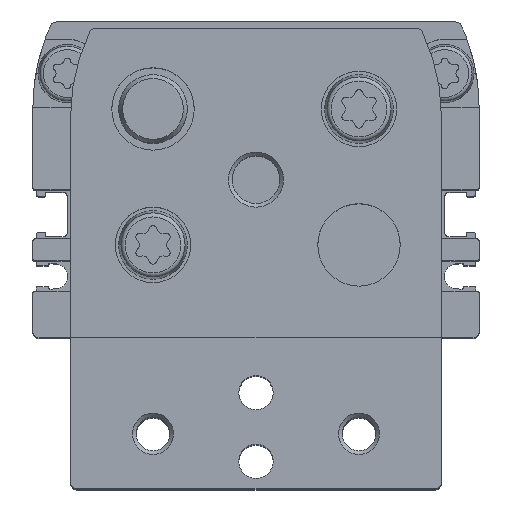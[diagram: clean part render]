
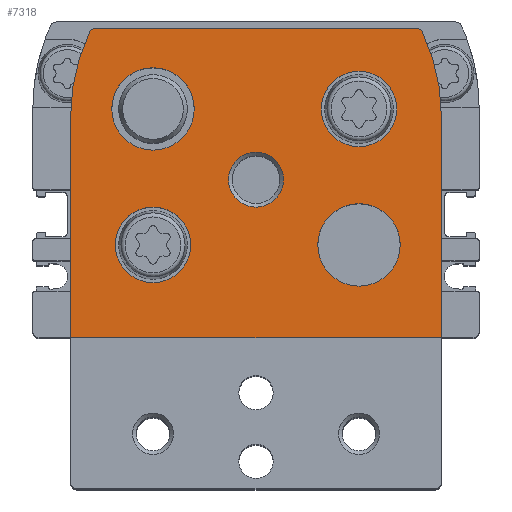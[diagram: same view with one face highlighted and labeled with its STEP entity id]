
A CAD part, top view. The second image highlights one B-rep face of the part: STEP entity #7318.
In plain terms, the highlighted planar face has unit normal (0, 0, 1).
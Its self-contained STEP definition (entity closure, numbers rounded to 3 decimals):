
#230=PLANE('',#8209);
#682=CIRCLE('',#8210,4.);
#683=CIRCLE('',#8211,5.5);
#684=CIRCLE('',#8212,6.);
#685=CIRCLE('',#8213,5.5);
#686=CIRCLE('',#8214,6.);
#687=CIRCLE('',#8215,29.);
#688=CIRCLE('',#8216,0.9);
#689=CIRCLE('',#8217,0.9);
#690=CIRCLE('',#8218,29.);
#2525=ORIENTED_EDGE('',*,*,#3737,.T.);
#2526=ORIENTED_EDGE('',*,*,#3738,.F.);
#2527=ORIENTED_EDGE('',*,*,#3739,.T.);
#2528=ORIENTED_EDGE('',*,*,#3740,.F.);
#2529=ORIENTED_EDGE('',*,*,#3741,.T.);
#2530=ORIENTED_EDGE('',*,*,#3722,.T.);
#2531=ORIENTED_EDGE('',*,*,#3742,.F.);
#2532=ORIENTED_EDGE('',*,*,#3736,.T.);
#2533=ORIENTED_EDGE('',*,*,#3743,.T.);
#2534=ORIENTED_EDGE('',*,*,#3744,.T.);
#2535=ORIENTED_EDGE('',*,*,#3745,.T.);
#2536=ORIENTED_EDGE('',*,*,#3746,.T.);
#2537=ORIENTED_EDGE('',*,*,#3747,.T.);
#3722=EDGE_CURVE('',#4492,#4491,#5028,.T.);
#3736=EDGE_CURVE('',#4501,#4505,#5042,.T.);
#3737=EDGE_CURVE('',#4506,#4506,#682,.T.);
#3738=EDGE_CURVE('',#4507,#4507,#683,.T.);
#3739=EDGE_CURVE('',#4508,#4508,#684,.T.);
#3740=EDGE_CURVE('',#4509,#4509,#685,.T.);
#3741=EDGE_CURVE('',#4510,#4510,#686,.T.);
#3742=EDGE_CURVE('',#4501,#4491,#5043,.T.);
#3743=EDGE_CURVE('',#4505,#4511,#687,.T.);
#3744=EDGE_CURVE('',#4511,#4512,#688,.T.);
#3745=EDGE_CURVE('',#4512,#4513,#5044,.T.);
#3746=EDGE_CURVE('',#4513,#4514,#689,.T.);
#3747=EDGE_CURVE('',#4514,#4492,#690,.T.);
#4491=VERTEX_POINT('',#12740);
#4492=VERTEX_POINT('',#12742);
#4501=VERTEX_POINT('',#12762);
#4505=VERTEX_POINT('',#12770);
#4506=VERTEX_POINT('',#12774);
#4507=VERTEX_POINT('',#12776);
#4508=VERTEX_POINT('',#12778);
#4509=VERTEX_POINT('',#12780);
#4510=VERTEX_POINT('',#12782);
#4511=VERTEX_POINT('',#12785);
#4512=VERTEX_POINT('',#12787);
#4513=VERTEX_POINT('',#12789);
#4514=VERTEX_POINT('',#12791);
#5028=LINE('',#12741,#5546);
#5042=LINE('',#12771,#5560);
#5043=LINE('',#12783,#5561);
#5044=LINE('',#12788,#5562);
#5546=VECTOR('',#10390,1000.);
#5560=VECTOR('',#10408,1000.);
#5561=VECTOR('',#10421,1000.);
#5562=VECTOR('',#10426,1000.);
#6052=EDGE_LOOP('',(#2525));
#6053=EDGE_LOOP('',(#2526));
#6054=EDGE_LOOP('',(#2527));
#6055=EDGE_LOOP('',(#2528));
#6056=EDGE_LOOP('',(#2529));
#6057=EDGE_LOOP('',(#2530,#2531,#2532,#2533,#2534,#2535,#2536,#2537));
#6618=FACE_BOUND('',#6052,.T.);
#6619=FACE_BOUND('',#6053,.T.);
#6620=FACE_BOUND('',#6054,.T.);
#6621=FACE_BOUND('',#6055,.T.);
#6622=FACE_BOUND('',#6056,.T.);
#6623=FACE_BOUND('',#6057,.T.);
#7318=ADVANCED_FACE('',(#6618,#6619,#6620,#6621,#6622,#6623),#230,.T.);
#8209=AXIS2_PLACEMENT_3D('',#12772,#10409,#10410);
#8210=AXIS2_PLACEMENT_3D('',#12773,#10411,#10412);
#8211=AXIS2_PLACEMENT_3D('',#12775,#10413,#10414);
#8212=AXIS2_PLACEMENT_3D('',#12777,#10415,#10416);
#8213=AXIS2_PLACEMENT_3D('',#12779,#10417,#10418);
#8214=AXIS2_PLACEMENT_3D('',#12781,#10419,#10420);
#8215=AXIS2_PLACEMENT_3D('',#12784,#10422,#10423);
#8216=AXIS2_PLACEMENT_3D('',#12786,#10424,#10425);
#8217=AXIS2_PLACEMENT_3D('',#12790,#10427,#10428);
#8218=AXIS2_PLACEMENT_3D('',#12792,#10429,#10430);
#10390=DIRECTION('',(0.,-1.,0.));
#10408=DIRECTION('',(0.,1.,0.));
#10409=DIRECTION('',(0.,0.,1.));
#10410=DIRECTION('',(1.,0.,0.));
#10411=DIRECTION('',(0.,0.,-1.));
#10412=DIRECTION('',(-1.,0.,0.));
#10413=DIRECTION('',(0.,0.,1.));
#10414=DIRECTION('',(1.,0.,0.));
#10415=DIRECTION('',(0.,0.,-1.));
#10416=DIRECTION('',(-1.,0.,0.));
#10417=DIRECTION('',(0.,0.,1.));
#10418=DIRECTION('',(1.,0.,0.));
#10419=DIRECTION('',(0.,0.,-1.));
#10420=DIRECTION('',(-1.,0.,0.));
#10421=DIRECTION('',(-1.,0.,0.));
#10422=DIRECTION('',(0.,0.,1.));
#10423=DIRECTION('',(1.,0.,0.));
#10424=DIRECTION('',(0.,0.,1.));
#10425=DIRECTION('',(1.,0.,0.));
#10426=DIRECTION('',(-1.,0.,0.));
#10427=DIRECTION('',(0.,0.,1.));
#10428=DIRECTION('',(1.,0.,0.));
#10429=DIRECTION('',(0.,0.,1.));
#10430=DIRECTION('',(1.,0.,0.));
#12740=CARTESIAN_POINT('',(-27.,22.,17.));
#12741=CARTESIAN_POINT('',(-27.,67.,17.));
#12742=CARTESIAN_POINT('',(-27.,54.155,17.));
#12762=CARTESIAN_POINT('',(27.,22.,17.));
#12770=CARTESIAN_POINT('',(27.,54.155,17.));
#12771=CARTESIAN_POINT('',(27.,0.,17.));
#12772=CARTESIAN_POINT('',(0.,0.,17.));
#12773=CARTESIAN_POINT('',(0.,45.,17.));
#12774=CARTESIAN_POINT('',(-4.,45.,17.));
#12775=CARTESIAN_POINT('',(-15.,35.5,17.));
#12776=CARTESIAN_POINT('',(-9.5,35.5,17.));
#12777=CARTESIAN_POINT('',(15.,35.5,17.));
#12778=CARTESIAN_POINT('',(9.,35.5,17.));
#12779=CARTESIAN_POINT('',(15.,55.3,17.));
#12780=CARTESIAN_POINT('',(20.5,55.3,17.));
#12781=CARTESIAN_POINT('',(-15.,55.3,17.));
#12782=CARTESIAN_POINT('',(-21.,55.3,17.));
#12783=CARTESIAN_POINT('',(27.,22.,17.));
#12784=CARTESIAN_POINT('',(-2.,54.155,17.));
#12785=CARTESIAN_POINT('',(24.249,66.483,17.));
#12786=CARTESIAN_POINT('',(23.435,66.1,17.));
#12787=CARTESIAN_POINT('',(23.435,67.,17.));
#12788=CARTESIAN_POINT('',(27.,67.,17.));
#12789=CARTESIAN_POINT('',(-23.435,67.,17.));
#12790=CARTESIAN_POINT('',(-23.435,66.1,17.));
#12791=CARTESIAN_POINT('',(-24.249,66.483,17.));
#12792=CARTESIAN_POINT('',(2.,54.155,17.));
